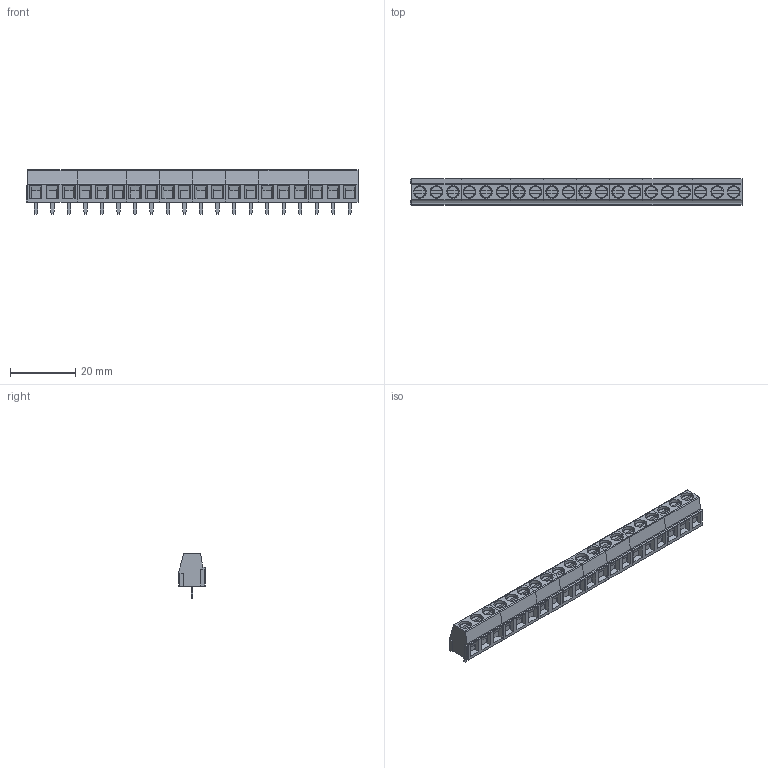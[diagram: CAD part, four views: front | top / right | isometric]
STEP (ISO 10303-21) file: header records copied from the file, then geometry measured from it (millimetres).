
FILE_DESCRIPTION(('FreeCAD Model'),'2;1');
FILE_NAME('Open CASCADE Shape Model','2024-11-08T13:45:18',(''),(''), 'Open CASCADE STEP processor 7.6','FreeCAD','Unknown');
FILE_SCHEMA(('AUTOMOTIVE_DESIGN { 1 0 10303 214 1 1 1 1 }'));
Length unit declared in the file: millimetre
Products named in the file (1): CUI_DEVICES_TB006-508-20BE
Bounding box: 102.1 x 8.2 x 13.8 mm (x, y, z)
Volume: 6896.6 mm3; surface area: 5376.8 mm2
Topology: 1 solids, 21 shells, 1108 faces, 2698 edges, 1702 vertices
Faces by surface type: plane 744, bspline 160, cylinder 124, cone 80
Entity records: 49178 total; most frequent: CARTESIAN_POINT 16401, ORIENTED_EDGE 5396, DIRECTION 4771, EDGE_CURVE 2698, LINE 1843, VECTOR 1843, VERTEX_POINT 1702, AXIS2_PLACEMENT_3D 1464
